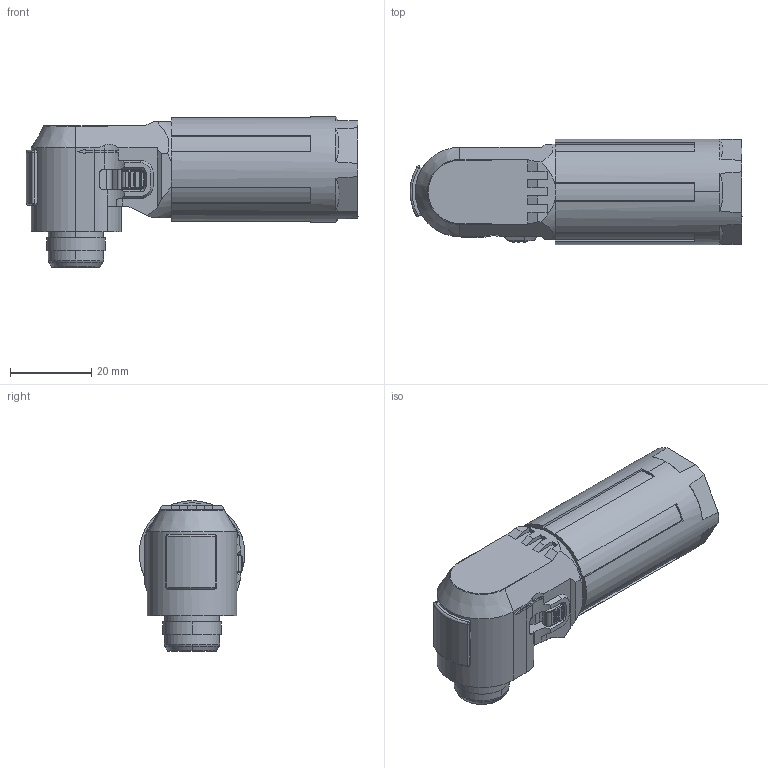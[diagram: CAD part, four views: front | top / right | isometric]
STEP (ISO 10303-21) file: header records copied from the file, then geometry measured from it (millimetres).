
FILE_DESCRIPTION(('Creo Elements/Direct Modeling STEP Export'),'2;1');
FILE_NAME('model.stp','2022-09-20T12:04:41',(''),(''),'Creo Elements/Direct Modeling STEP processor for AP214 (Solid Model)','Creo Elements/Direct Modeling 20.1D 10-Oct-2020 (C) Parametric Technology GmbH','');
FILE_SCHEMA(('AUTOMOTIVE_DESIGN { 1 0 10303 214 1 1 1 1 }'));
Length unit declared in the file: millimetre
Products named in the file (2): 1Pol-ES-HV-PLUG-PO-OG
Assembly tree (1 placements, depth 2):
  1Pol-ES-HV-PLUG-PO-OG
    1Pol-ES-HV-PLUG-PO-OG
Bounding box: 81.8 x 26 x 37.05 mm (x, y, z)
Volume: 37904.5 mm3; surface area: 10494.1 mm2
Topology: 1 solids, 1 shells, 242 faces, 641 edges, 407 vertices
Faces by surface type: plane 117, cylinder 73, cone 33, torus 13, sphere 6
Entity records: 10605 total; most frequent: CARTESIAN_POINT 2720, ORIENTED_EDGE 1270, DIRECTION 1211, EDGE_CURVE 635, AXIS2_PLACEMENT_3D 434, VERTEX_POINT 407, VECTOR 343, LINE 343
